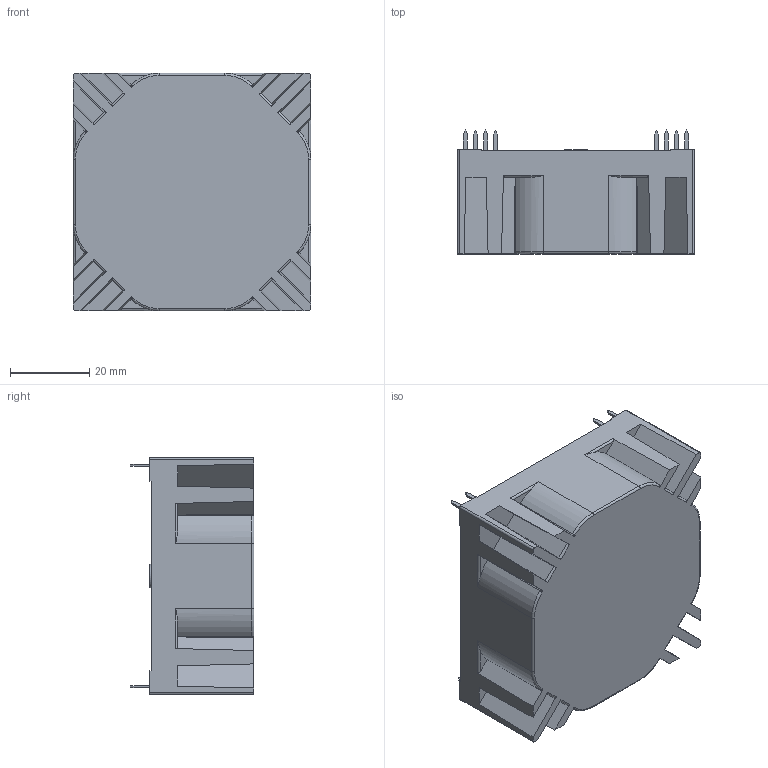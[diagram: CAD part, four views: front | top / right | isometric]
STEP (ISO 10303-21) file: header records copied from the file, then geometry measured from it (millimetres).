
FILE_DESCRIPTION (( 'STEP AP214' ), '1' );
FILE_NAME ('L01-635X Series.STEP', '2018-02-23T04:23:03', ( 'Kamal Priyanath' ), ( '' ), 'SwSTEP 2.0', 'SolidWorks 2015', '' );
FILE_SCHEMA (( 'AUTOMOTIVE_DESIGN' ));
Length unit declared in the file: millimetre
Products named in the file (13): 15 VA With fins; Pin; L01-635X Series; 15 VA With fins_25
Assembly tree (10 placements, depth 2):
  Pin
  Pin
  L01-635X Series
    15 VA With fins
  Pin
  Pin
Bounding box: 60 x 31.3 x 60 mm (x, y, z)
Volume: 86166.5 mm3; surface area: 16805.8 mm2
Topology: 9 solids, 9 shells, 335 faces, 921 edges, 607 vertices
Faces by surface type: plane 237, cylinder 84, torus 8, cone 4, bspline 2
Entity records: 12676 total; most frequent: CARTESIAN_POINT 5470, ORIENTED_EDGE 1084, DIRECTION 924, EDGE_CURVE 542, LINE 380, VECTOR 380, VERTEX_POINT 353, AXIS2_PLACEMENT_3D 272
